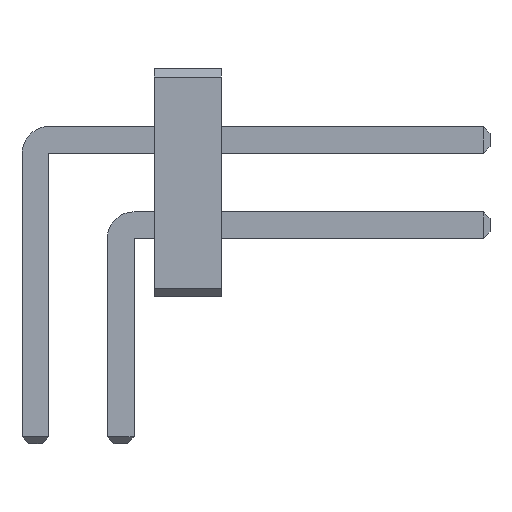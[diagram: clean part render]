
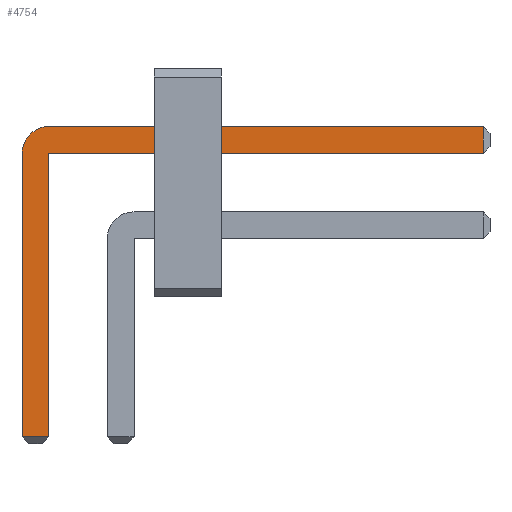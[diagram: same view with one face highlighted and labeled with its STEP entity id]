
A CAD part, front view. The second image highlights one B-rep face of the part: STEP entity #4754.
In plain terms, the highlighted planar face has unit normal (0, -1, 0).
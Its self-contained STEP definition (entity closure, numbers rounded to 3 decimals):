
#13=DIRECTION('',(0.,0.,1.));
#2152=VECTOR('',#13,1.);
#4556=VECTOR('',#4557,1.);
#4557=DIRECTION('',(1.,0.,0.));
#4563=VECTOR('',#4564,1.);
#4564=DIRECTION('',(0.,0.,-1.));
#4571=VECTOR('',#4572,1.);
#4572=DIRECTION('',(-1.,0.,0.));
#4593=DIRECTION('',(-0.,1.,0.));
#4597=DIRECTION('',(0.,1.,0.));
#4598=DIRECTION('',(0.,0.,1.));
#4605=VERTEX_POINT('',#4606);
#4606=CARTESIAN_POINT('',(0.2,-45.92,2.535));
#4608=ORIENTED_EDGE('',*,*,#4609,.T.);
#4609=EDGE_CURVE('',#4605,#4610,#4612,.T.);
#4610=VERTEX_POINT('',#4611);
#4611=CARTESIAN_POINT('',(6.67,-45.92,2.535));
#4612=LINE('',#4613,#4556);
#4613=CARTESIAN_POINT('',(-0.2,-45.92,2.535));
#4650=EDGE_CURVE('',#4651,#4605,#4653,.T.);
#4651=VERTEX_POINT('',#4652);
#4652=CARTESIAN_POINT('',(-0.2,-45.92,2.135));
#4653=CIRCLE('',#4654,0.4);
#4654=AXIS2_PLACEMENT_3D('',#4655,#4593,#4564);
#4655=CARTESIAN_POINT('',(0.2,-45.92,2.135));
#4667=VERTEX_POINT('',#4668);
#4668=CARTESIAN_POINT('',(6.67,-45.92,2.135));
#4670=ORIENTED_EDGE('',*,*,#4671,.T.);
#4671=EDGE_CURVE('',#4667,#4672,#4673,.T.);
#4672=VERTEX_POINT('',#4655);
#4673=LINE('',#4674,#4571);
#4674=CARTESIAN_POINT('',(6.77,-45.92,2.135));
#4686=VERTEX_POINT('',#4687);
#4687=CARTESIAN_POINT('',(-0.2,-45.92,-2.085));
#4689=ORIENTED_EDGE('',*,*,#4690,.T.);
#4690=EDGE_CURVE('',#4686,#4651,#4691,.T.);
#4691=LINE('',#4692,#2152);
#4692=CARTESIAN_POINT('',(-0.2,-45.92,-2.185));
#4700=ORIENTED_EDGE('',*,*,#4701,.T.);
#4701=EDGE_CURVE('',#4672,#4702,#4704,.T.);
#4702=VERTEX_POINT('',#4703);
#4703=CARTESIAN_POINT('',(0.2,-45.92,-2.085));
#4704=LINE('',#4655,#4563);
#4754=ADVANCED_FACE('',(#4755),#4764,.F.);
#4755=FACE_BOUND('',#4756,.F.);
#4756=EDGE_LOOP('',(#4608,#4757,#4670,#4700,#4760,#4689,#4763));
#4757=ORIENTED_EDGE('',*,*,#4758,.T.);
#4758=EDGE_CURVE('',#4610,#4667,#4759,.T.);
#4759=LINE('',#4611,#4563);
#4760=ORIENTED_EDGE('',*,*,#4761,.T.);
#4761=EDGE_CURVE('',#4702,#4686,#4762,.T.);
#4762=LINE('',#4703,#4571);
#4763=ORIENTED_EDGE('',*,*,#4650,.T.);
#4764=PLANE('',#4765);
#4765=AXIS2_PLACEMENT_3D('',#4766,#4597,#4598);
#4766=CARTESIAN_POINT('',(2.071,-45.92,1.389));
